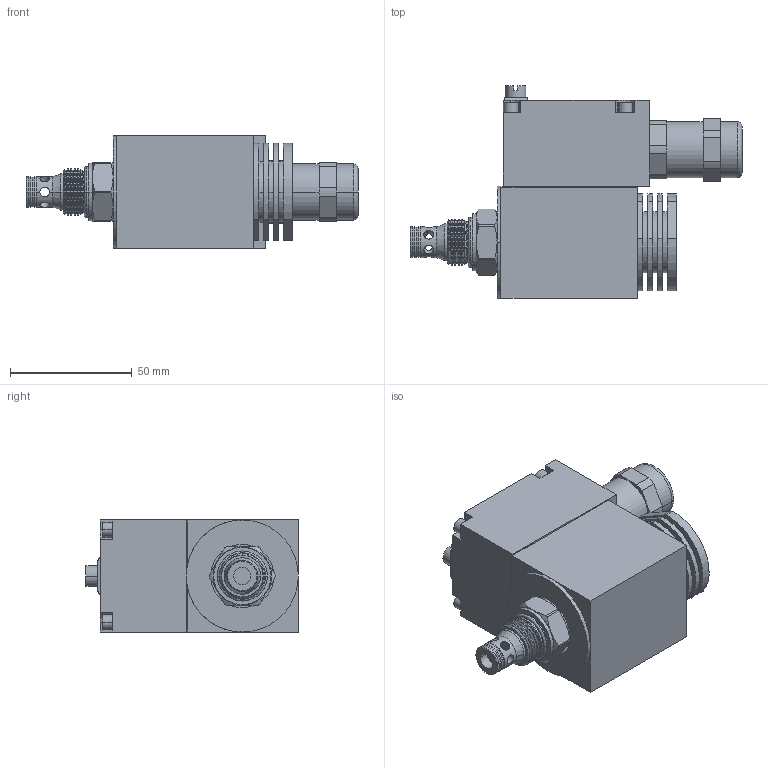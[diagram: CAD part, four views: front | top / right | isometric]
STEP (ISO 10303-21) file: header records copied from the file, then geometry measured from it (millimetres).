
FILE_DESCRIPTION((''),'2;1');
FILE_NAME('SD1EX_A2_ASM','2017-12-06T',('j.koudelka'),(''),'PRO/ENGINEER BY PARAMETRIC TECHNOLOGY CORPORATION, 2015440','PRO/ENGINEER BY PARAMETRIC TECHNOLOGY CORPORATION, 2015440','');
FILE_SCHEMA(('AUTOMOTIVE_DESIGN { 1 0 10303 214 1 1 1 1 }'));
Length unit declared in the file: millimetre
Products named in the file (5): SD1EX_A2_WOUTC_AF0; COIL_EX_CONECTOR; SSA01270103031C0_320003_AF0; ORIA01700_156065_AF0; SD1EX_A2_ASM
Assembly tree (4 placements, depth 2):
  SD1EX_A2_ASM
    SD1EX_A2_WOUTC_AF0
    COIL_EX_CONECTOR
    SSA01270103031C0_320003_AF0
    ORIA01700_156065_AF0
Bounding box: 136.32 x 87.3 x 46 mm (x, y, z)
Volume: 249713.1 mm3; surface area: 46559 mm2
Topology: 5 solids, 7 shells, 333 faces, 782 edges, 509 vertices
Faces by surface type: plane 133, cylinder 124, cone 58, torus 18
Entity records: 14843 total; most frequent: CARTESIAN_POINT 2609, DIRECTION 1769, ORIENTED_EDGE 1512, PRESENTATION_STYLE_ASSIGNMENT 995, STYLED_ITEM 934, CURVE_STYLE 791, EDGE_CURVE 758, AXIS2_PLACEMENT_3D 670
